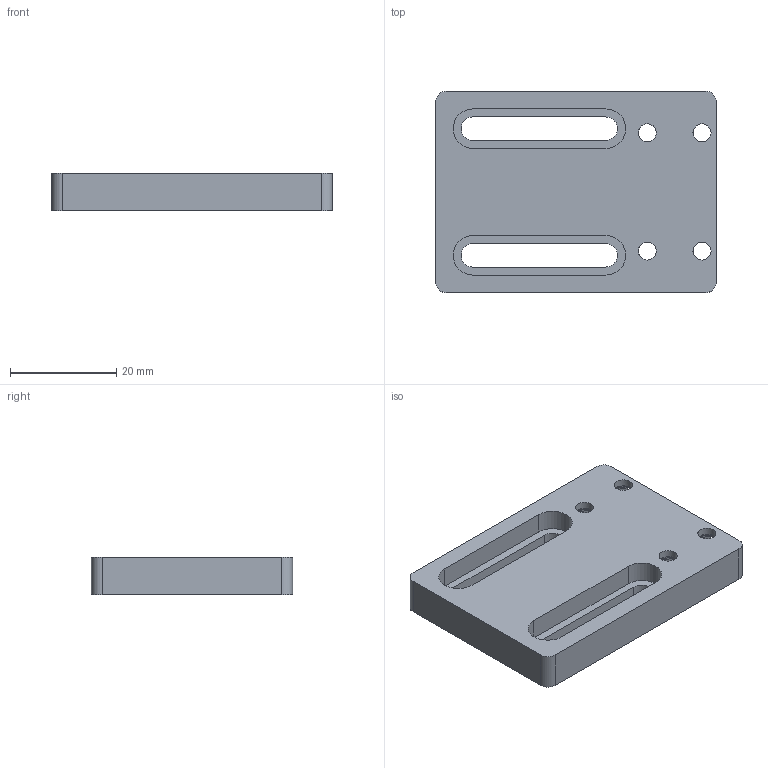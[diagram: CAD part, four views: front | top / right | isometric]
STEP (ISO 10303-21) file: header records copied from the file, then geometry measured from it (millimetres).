
FILE_DESCRIPTION(('FreeCAD Model'),'2;1');
FILE_NAME('d3v_endstop_holder_r25_m4.step','2019-03-28T17:58:41',( 'Author'),(''),'Open CASCADE STEP processor 7.2','FreeCAD','Unknown' );
FILE_SCHEMA(('AUTOMOTIVE_DESIGN_CC2 { 1 2 10303 214 -1 1 5 4 }'));
Length unit declared in the file: millimetre
Products named in the file (1): d3v_endstop_holder_r25_m4
Bounding box: 52.75 x 37.8 x 7 mm (x, y, z)
Volume: 10747.1 mm3; surface area: 6029.5 mm2
Topology: 1 solids, 1 shells, 162 faces, 468 edges, 308 vertices
Faces by surface type: plane 146, cylinder 16
Full cylindrical faces by diameter (mm): 3.4 x4
Entity records: 11343 total; most frequent: CARTESIAN_POINT 2651, DIRECTION 1436, ORIENTED_EDGE 936, PCURVE 936, DEFINITIONAL_REPRESENTATION 936, LINE 912, VECTOR 912, EDGE_CURVE 468
